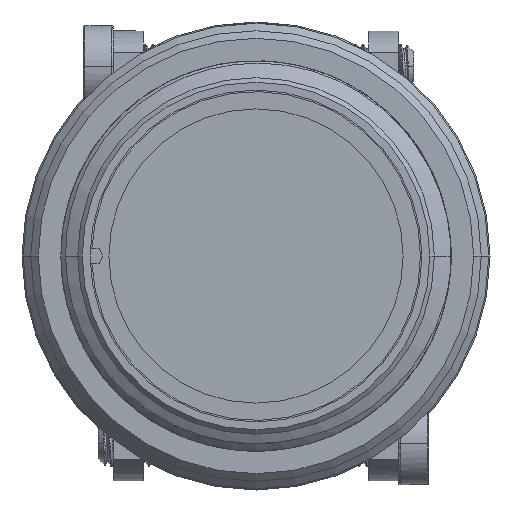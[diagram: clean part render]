
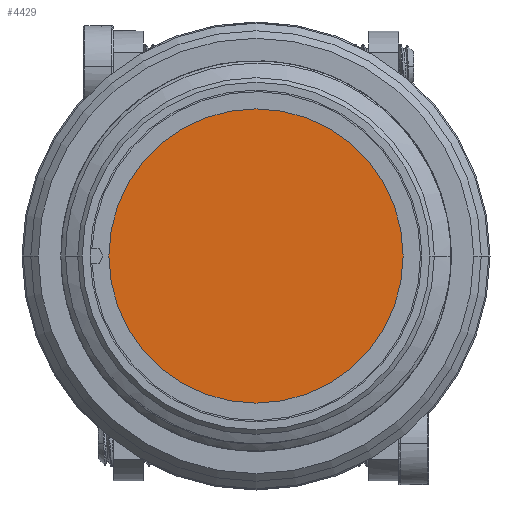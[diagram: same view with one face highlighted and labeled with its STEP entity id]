
A CAD part, left-side view. The second image highlights one B-rep face of the part: STEP entity #4429.
In plain terms, the highlighted planar face has unit normal (-1, 0, 0).
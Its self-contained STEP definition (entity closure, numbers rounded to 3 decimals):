
#2043=CARTESIAN_POINT('',(1.095,0.,0.));
#2044=DIRECTION('',(1.,0.,0.));
#2045=DIRECTION('',(0.,1.,0.));
#2046=AXIS2_PLACEMENT_3D('',#2043,#2044,#2045);
#2053=CARTESIAN_POINT('',(1.095,0.,0.));
#2054=DIRECTION('',(1.,0.,0.));
#2055=DIRECTION('',(0.,-1.,0.));
#2056=AXIS2_PLACEMENT_3D('',#2053,#2054,#2055);
#2411=CARTESIAN_POINT('',(1.095,9.8,0.));
#2412=CARTESIAN_POINT('',(1.095,-9.8,0.));
#2413=VERTEX_POINT('',#2411);
#2414=VERTEX_POINT('',#2412);
#4418=CARTESIAN_POINT('',(1.095,0.,0.));
#4419=DIRECTION('',(1.,0.,0.));
#4420=DIRECTION('',(0.,0.,1.));
#4421=AXIS2_PLACEMENT_3D('',#4418,#4419,#4420);
#4422=PLANE('1821',#4421);
#4424=ORIENTED_EDGE('1853',*,*,#4423,.T.);
#4426=ORIENTED_EDGE('1855',*,*,#4425,.T.);
#4427=EDGE_LOOP('1821',(#4424,#4426));
#4428=FACE_OUTER_BOUND('1821',#4427,.F.);
#2047=CIRCLE('1853',#2046,9.8);
#2057=CIRCLE('1855',#2056,9.8);
#4423=EDGE_CURVE('1853',#2413,#2414,#2047,.T.);
#4425=EDGE_CURVE('1855',#2414,#2413,#2057,.T.);
#4429=ADVANCED_FACE('1821',(#4428),#4422,.F.);
